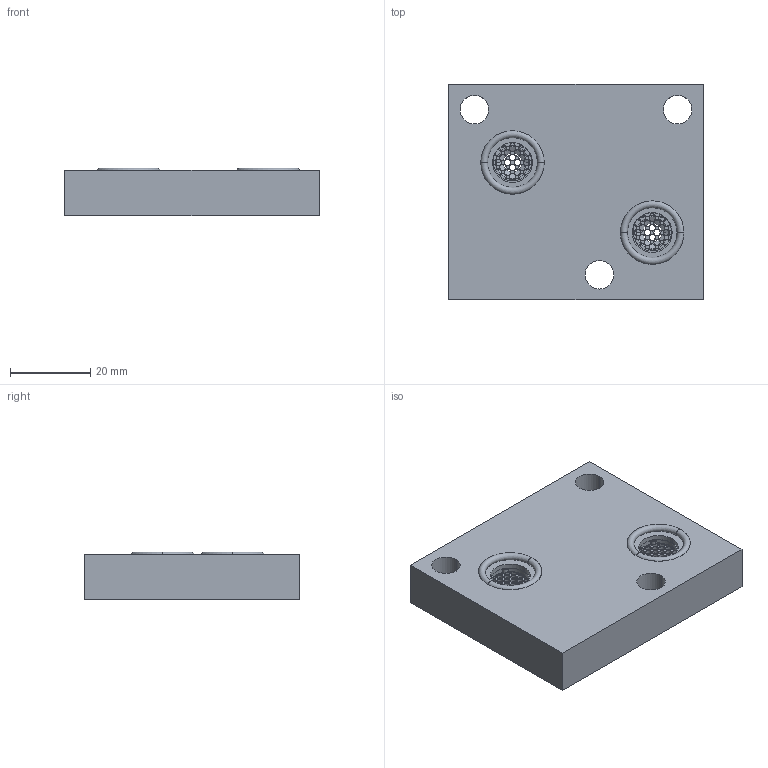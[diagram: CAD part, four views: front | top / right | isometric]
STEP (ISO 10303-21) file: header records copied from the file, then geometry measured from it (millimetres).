
FILE_DESCRIPTION((''),'2;1');
FILE_NAME('ILCM47084202','2018-08-09T',('jdw'),(''),'PRO/ENGINEER BY PARAMETRIC TECHNOLOGY CORPORATION, 2013320','PRO/ENGINEER BY PARAMETRIC TECHNOLOGY CORPORATION, 2013320','');
FILE_SCHEMA(('AUTOMOTIVE_DESIGN { 1 0 10303 214 1 1 1 1 }'));
Length unit declared in the file: inch
Products named in the file (1): ILCM47084202
Bounding box: 63.5 x 53.85 x 11.89 mm (x, y, z)
Volume: 36124.2 mm3; surface area: 11656.8 mm2
Topology: 1 solids, 1 shells, 358 faces, 1198 edges, 772 vertices
Faces by surface type: cylinder 300, plane 50, torus 4, cone 4
Entity records: 16144 total; most frequent: DIRECTION 2742, ORIENTED_EDGE 2396, CARTESIAN_POINT 2330, EDGE_CURVE 1198, AXIS2_PLACEMENT_3D 1186, CIRCLE 828, VERTEX_POINT 772, EDGE_LOOP 494
